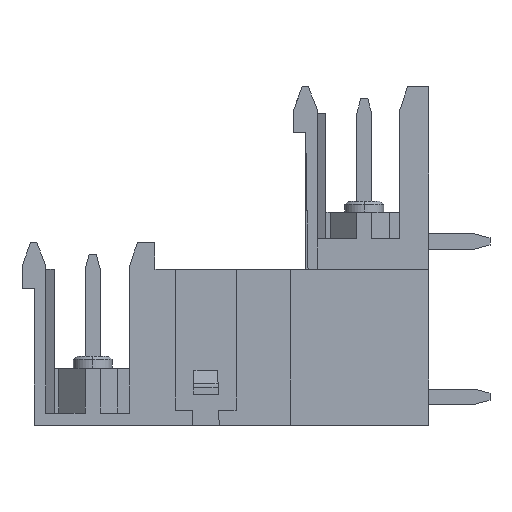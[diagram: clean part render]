
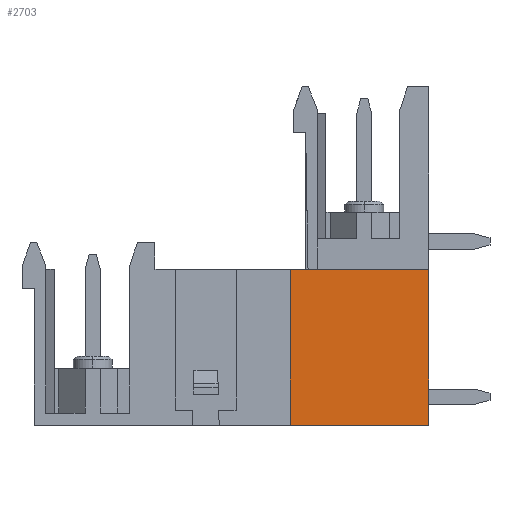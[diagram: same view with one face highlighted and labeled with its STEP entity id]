
A CAD part, left-side view. The second image highlights one B-rep face of the part: STEP entity #2703.
In plain terms, the highlighted planar face has unit normal (-1, 0, 0).
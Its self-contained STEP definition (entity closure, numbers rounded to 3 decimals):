
#514 = PLANE ( 'NONE',  #1632 ) ;
#652 = DIRECTION ( 'NONE',  ( 0., 0., -1. ) ) ;
#1632 = AXIS2_PLACEMENT_3D ( 'NONE', #1659, #3762, #10982 ) ;
#1659 = CARTESIAN_POINT ( 'NONE',  ( -0.831, -12.494, 22.192 ) ) ;
#2703 = ADVANCED_FACE ( 'NONE', ( #11883 ), #514, .F. ) ;
#3295 = CARTESIAN_POINT ( 'NONE',  ( -0.831, -12.494, 22.192 ) ) ;
#3432 = ORIENTED_EDGE ( 'NONE', *, *, #7774, .F. ) ;
#3762 = DIRECTION ( 'NONE',  ( 1., 0., 0. ) ) ;
#3896 = LINE ( 'NONE', #12007, #11839 ) ;
#4049 = EDGE_CURVE ( 'NONE', #4567, #4060, #7248, .T. ) ;
#4060 = VERTEX_POINT ( 'NONE', #4304 ) ;
#4304 = CARTESIAN_POINT ( 'NONE',  ( -0.831, -12.494, 0.031 ) ) ;
#4567 = VERTEX_POINT ( 'NONE', #9918 ) ;
#4692 = DIRECTION ( 'NONE',  ( 0., -1., 0. ) ) ;
#4779 = CARTESIAN_POINT ( 'NONE',  ( -0.831, -21.552, 22.192 ) ) ;
#5187 = VERTEX_POINT ( 'NONE', #6912 ) ;
#6025 = ORIENTED_EDGE ( 'NONE', *, *, #4049, .T. ) ;
#6374 = DIRECTION ( 'NONE',  ( 0., 0., -1. ) ) ;
#6429 = EDGE_CURVE ( 'NONE', #4060, #5187, #12058, .T. ) ;
#6684 = VERTEX_POINT ( 'NONE', #10285 ) ;
#6912 = CARTESIAN_POINT ( 'NONE',  ( -0.831, -21.552, 0.031 ) ) ;
#6918 = VECTOR ( 'NONE', #6374, 1000. ) ;
#7248 = LINE ( 'NONE', #3295, #6918 ) ;
#7301 = ORIENTED_EDGE ( 'NONE', *, *, #8647, .F. ) ;
#7774 = EDGE_CURVE ( 'NONE', #6684, #5187, #13109, .T. ) ;
#8647 = EDGE_CURVE ( 'NONE', #4567, #6684, #3896, .T. ) ;
#9293 = VECTOR ( 'NONE', #4692, 1000. ) ;
#9918 = CARTESIAN_POINT ( 'NONE',  ( -0.831, -12.494, 10.24 ) ) ;
#10285 = CARTESIAN_POINT ( 'NONE',  ( -0.831, -21.552, 10.24 ) ) ;
#10386 = VECTOR ( 'NONE', #652, 1000. ) ;
#10744 = ORIENTED_EDGE ( 'NONE', *, *, #6429, .T. ) ;
#10982 = DIRECTION ( 'NONE',  ( 0., 1., 0. ) ) ;
#11839 = VECTOR ( 'NONE', #12998, 1000. ) ;
#11868 = EDGE_LOOP ( 'NONE', ( #7301, #6025, #10744, #3432 ) ) ;
#11883 = FACE_OUTER_BOUND ( 'NONE', #11868, .T. ) ;
#12007 = CARTESIAN_POINT ( 'NONE',  ( -0.831, -12.494, 10.24 ) ) ;
#12058 = LINE ( 'NONE', #12948, #9293 ) ;
#12948 = CARTESIAN_POINT ( 'NONE',  ( -0.831, -12.494, 0.031 ) ) ;
#12998 = DIRECTION ( 'NONE',  ( 0., -1., 0. ) ) ;
#13109 = LINE ( 'NONE', #4779, #10386 ) ;
